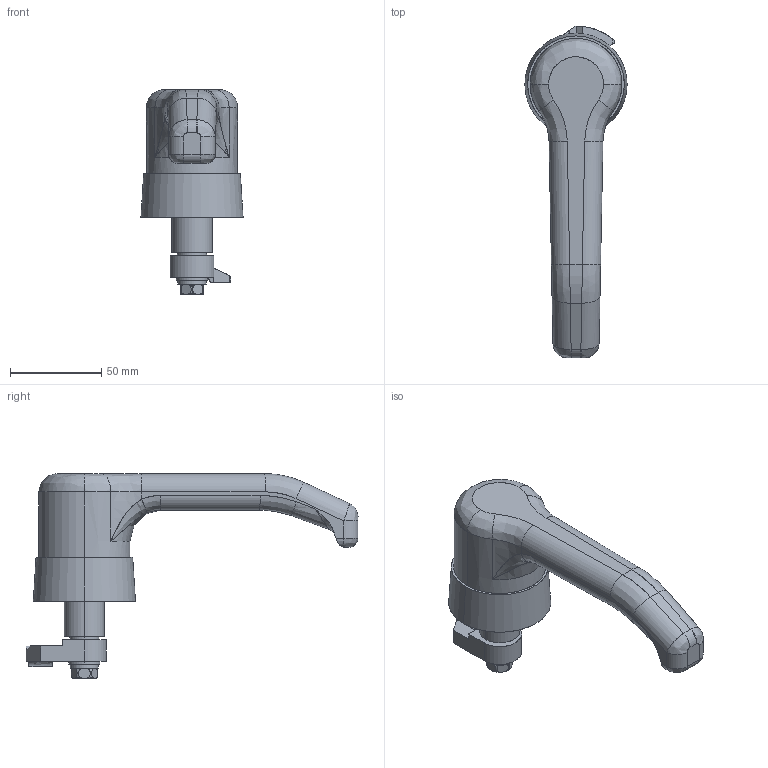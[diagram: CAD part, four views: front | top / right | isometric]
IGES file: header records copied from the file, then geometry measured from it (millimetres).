
Start section: SolidWorks IGES file using analytic representation for surfaces
Global section: file name: FA-682-R.IGS,15; native system: HSolidWorks 2007; preprocessor: SolidWorks 2007; author: nhaneda; date: 100426.113850; units: millimetre
Bounding box: 56 x 182 x 112.3 mm (x, y, z)
Surface area: 43287.4 mm2 (no closed solid volume)
Topology: 0 solids, 0 shells, 202 faces, 3159 edges, 3138 vertices
Faces by surface type: bspline 120, revolution 82
